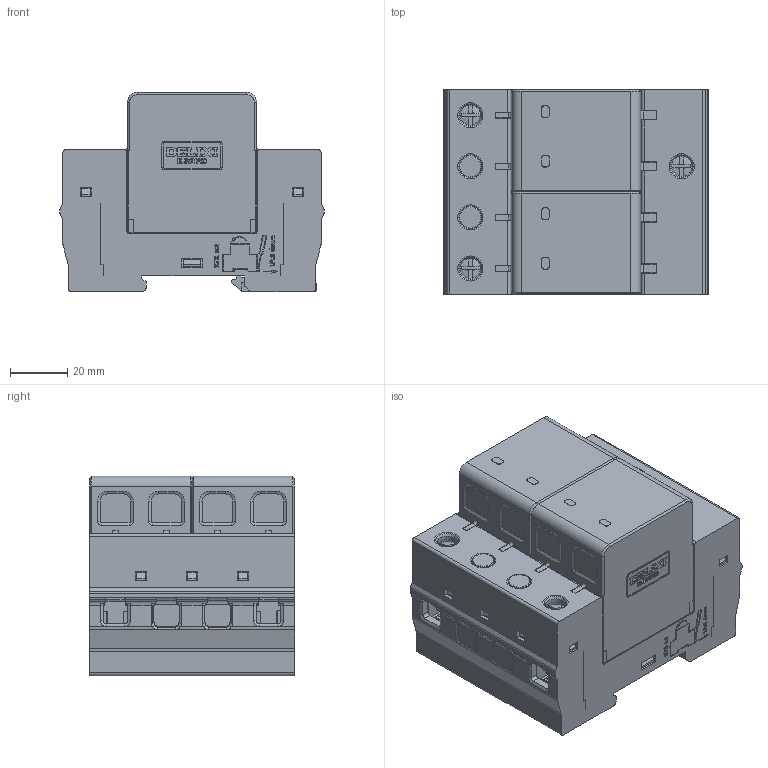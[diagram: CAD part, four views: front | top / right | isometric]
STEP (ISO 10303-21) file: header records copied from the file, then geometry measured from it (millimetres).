
FILE_DESCRIPTION((''),'2;1');
FILE_NAME('CDYN_80KA_2P','2025-06-20T',('weiren.liu'),(''),'PRO/ENGINEER BY PARAMETRIC TECHNOLOGY CORPORATION, 2017170','PRO/ENGINEER BY PARAMETRIC TECHNOLOGY CORPORATION, 2017170','');
FILE_SCHEMA(('CONFIG_CONTROL_DESIGN'));
Products named in the file (1): CDYN_80KA_2P
Bounding box: 92 x 71.6 x 69.5 mm (x, y, z)
Volume: 125022.8 mm3; surface area: 144269.7 mm2
Topology: 1 solids, 2 shells, 5239 faces, 15192 edges, 9959 vertices
Faces by surface type: plane 4453, cylinder 602, cone 94, torus 60, bspline 18, sphere 12
Entity records: 175457 total; most frequent: CARTESIAN_POINT 36743, ORIENTED_EDGE 30372, DIRECTION 26552, EDGE_CURVE 15186, VECTOR 13270, LINE 13270, VERTEX_POINT 9959, AXIS2_PLACEMENT_3D 6641
